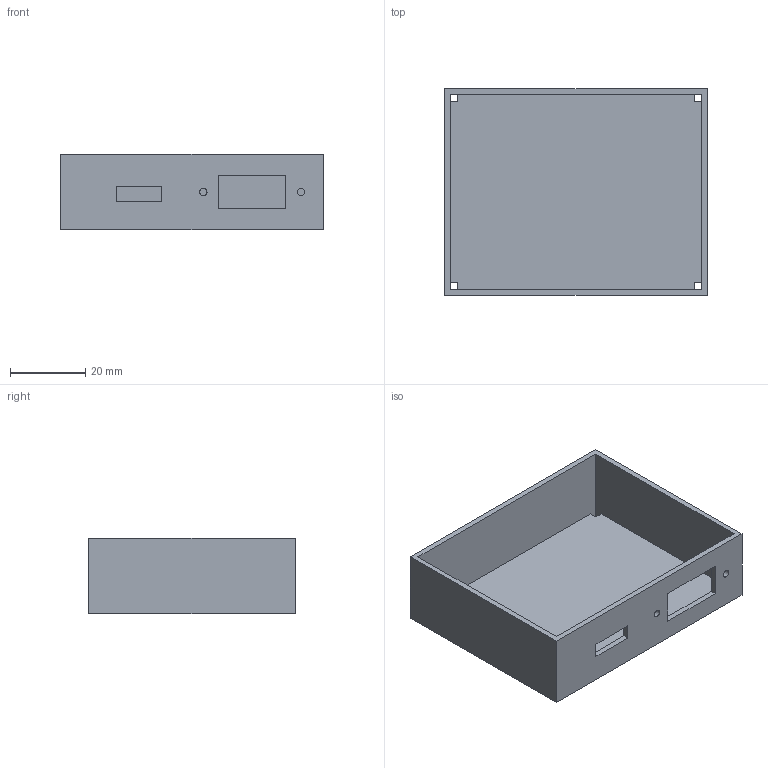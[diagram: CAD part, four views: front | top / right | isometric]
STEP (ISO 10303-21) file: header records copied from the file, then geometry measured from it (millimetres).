
FILE_DESCRIPTION(('FreeCAD Model'),'2;1');
FILE_NAME('Open CASCADE Shape Model','2025-05-10T13:57:32',(''),(''), 'Open CASCADE STEP processor 7.8','FreeCAD','Unknown');
FILE_SCHEMA(('AUTOMOTIVE_DESIGN { 1 0 10303 214 1 1 1 1 }'));
Length unit declared in the file: millimetre
Products named in the file (1): base
Bounding box: 70 x 55 x 20 mm (x, y, z)
Volume: 12197.6 mm3; surface area: 16834.3 mm2
Topology: 1 solids, 1 shells, 29 faces, 90 edges, 60 vertices
Faces by surface type: plane 27, cylinder 2
Full cylindrical faces by diameter (mm): 2 x2
Entity records: 1042 total; most frequent: CARTESIAN_POINT 180, ORIENTED_EDGE 180, DIRECTION 154, EDGE_CURVE 90, LINE 86, VECTOR 86, VERTEX_POINT 60, FACE_BOUND 42
